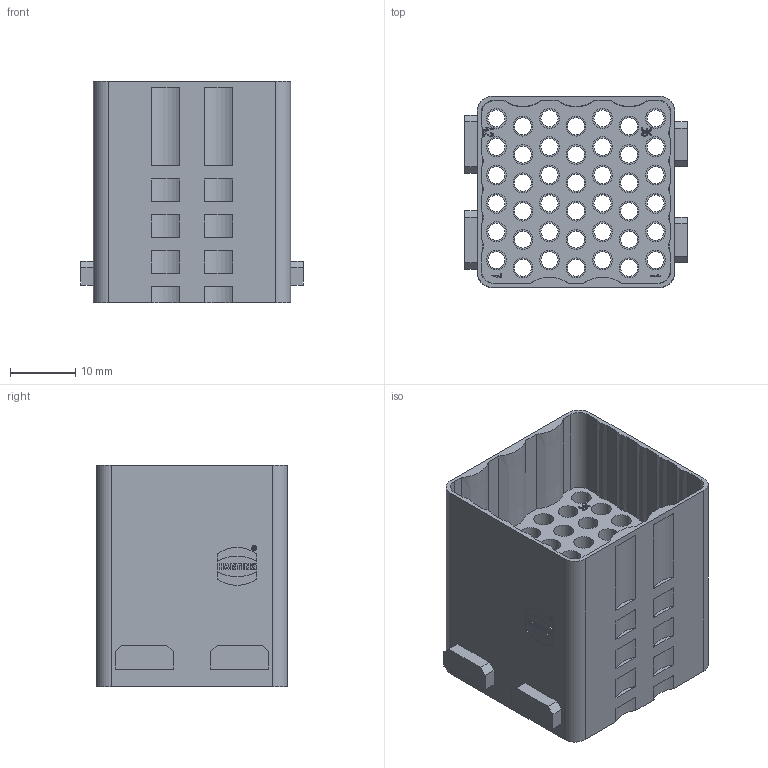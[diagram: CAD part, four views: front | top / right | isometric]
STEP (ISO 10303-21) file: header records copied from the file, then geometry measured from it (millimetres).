
FILE_DESCRIPTION(/* description */ (''),/* implementation_level */ '2;1');
FILE_NAME(/* name */ '100549213ugm000_e.stp',/* time_stamp */ '2017-09-29T09:01:22+02:00',/* author */ (''),/* organization */ (''),/* preprocessor_version */ 'ST-DEVELOPER v16',/* originating_system */ 'SIEMENS PLM Software NX 10.0',/* authorisation */ '');
FILE_SCHEMA (('AUTOMOTIVE_DESIGN { 1 0 10303 214 3 1 1 1 }'));
Length unit declared in the file: millimetre
Products named in the file (1): 100549213ugm000_e
Bounding box: 34.2 x 29.35 x 34 mm (x, y, z)
Volume: 10393.9 mm3; surface area: 16583.2 mm2
Topology: 1 solids, 1 shells, 723 faces, 1999 edges, 1710 vertices
Faces by surface type: plane 371, cylinder 169, extrusion 168, cone 15
Full cylindrical faces by diameter (mm): 0.66 x1, 0.78 x1, 2.62 x42, 3.05 x42, 3.8 x42
Entity records: 24814 total; most frequent: CARTESIAN_POINT 6112, ORIENTED_EDGE 3242, DIRECTION 2987, EDGE_CURVE 1621, VERTEX_POINT 1166, VECTOR 1139, EDGE_LOOP 1073, LINE 971
